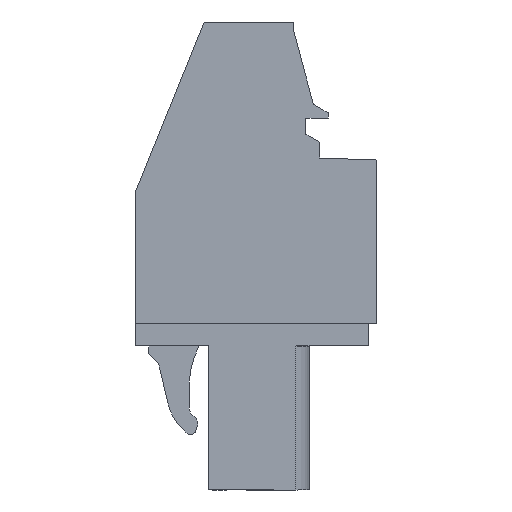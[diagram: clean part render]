
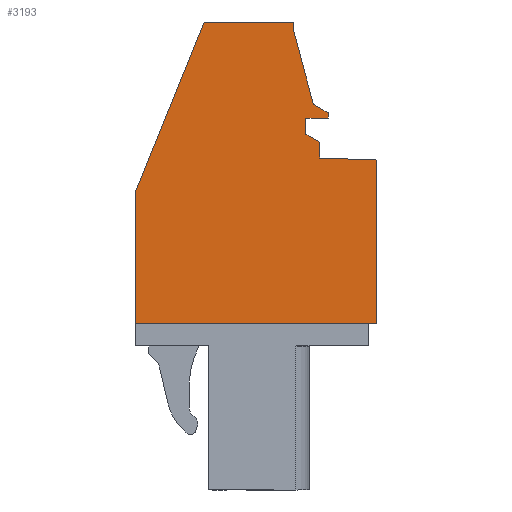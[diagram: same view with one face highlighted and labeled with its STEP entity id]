
A CAD part, left-side view. The second image highlights one B-rep face of the part: STEP entity #3193.
In plain terms, the highlighted planar face has unit normal (-1, 0, 0).
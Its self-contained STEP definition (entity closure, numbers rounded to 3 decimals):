
#3175=AXIS2_PLACEMENT_3D('Plane Axis2P3D',#3172,#3173,#3174) ;
#396=CARTESIAN_POINT('Vertex',(0.,0.,9.7)) ;
#399=CARTESIAN_POINT('Line Origine',(0.,7.05,9.7)) ;
#403=CARTESIAN_POINT('Vertex',(0.,14.1,9.7)) ;
#445=CARTESIAN_POINT('Vertex',(0.,0.,19.25)) ;
#448=CARTESIAN_POINT('Line Origine',(0.,0.,14.475)) ;
#850=CARTESIAN_POINT('Vertex',(0.,3.337,19.367)) ;
#853=CARTESIAN_POINT('Line Origine',(0.,1.668,19.308)) ;
#881=CARTESIAN_POINT('Vertex',(0.,3.337,20.288)) ;
#884=CARTESIAN_POINT('Line Origine',(0.,3.337,19.827)) ;
#912=CARTESIAN_POINT('Vertex',(0.,4.137,20.75)) ;
#915=CARTESIAN_POINT('Line Origine',(0.,3.737,20.519)) ;
#943=CARTESIAN_POINT('Vertex',(0.,4.137,21.7)) ;
#946=CARTESIAN_POINT('Line Origine',(0.,4.137,21.225)) ;
#974=CARTESIAN_POINT('Vertex',(0.,2.837,21.7)) ;
#977=CARTESIAN_POINT('Line Origine',(0.,3.487,21.7)) ;
#1005=CARTESIAN_POINT('Vertex',(0.,2.837,22.)) ;
#1008=CARTESIAN_POINT('Line Origine',(0.,2.837,21.85)) ;
#1036=CARTESIAN_POINT('Vertex',(0.,3.703,22.5)) ;
#1039=CARTESIAN_POINT('Line Origine',(0.,3.27,22.25)) ;
#1067=CARTESIAN_POINT('Vertex',(0.,4.842,26.75)) ;
#1070=CARTESIAN_POINT('Line Origine',(0.,4.272,24.625)) ;
#1098=CARTESIAN_POINT('Vertex',(0.,4.842,27.3)) ;
#1101=CARTESIAN_POINT('Line Origine',(0.,4.842,27.025)) ;
#1129=CARTESIAN_POINT('Vertex',(0.,10.08,27.3)) ;
#1132=CARTESIAN_POINT('Line Origine',(0.,7.461,27.3)) ;
#1534=CARTESIAN_POINT('Vertex',(0.,14.1,17.35)) ;
#1537=CARTESIAN_POINT('Line Origine',(0.,12.09,22.325)) ;
#1561=CARTESIAN_POINT('Line Origine',(0.,14.1,13.525)) ;
#3172=CARTESIAN_POINT('Axis2P3D Location',(0.,0.,0.)) ;
#400=DIRECTION('Vector Direction',(0.,-1.,0.)) ;
#449=DIRECTION('Vector Direction',(0.,0.,1.)) ;
#854=DIRECTION('Vector Direction',(0.,0.999,0.035)) ;
#885=DIRECTION('Vector Direction',(0.,0.,1.)) ;
#916=DIRECTION('Vector Direction',(0.,0.866,0.5)) ;
#947=DIRECTION('Vector Direction',(0.,0.,1.)) ;
#978=DIRECTION('Vector Direction',(0.,-1.,0.)) ;
#1009=DIRECTION('Vector Direction',(0.,0.,1.)) ;
#1040=DIRECTION('Vector Direction',(0.,0.866,0.5)) ;
#1071=DIRECTION('Vector Direction',(0.,0.259,0.966)) ;
#1102=DIRECTION('Vector Direction',(0.,0.,1.)) ;
#1133=DIRECTION('Vector Direction',(0.,1.,0.)) ;
#1538=DIRECTION('Vector Direction',(0.,0.375,-0.927)) ;
#1562=DIRECTION('Vector Direction',(0.,0.,-1.)) ;
#3173=DIRECTION('Axis2P3D Direction',(-1.,0.,0.)) ;
#3174=DIRECTION('Axis2P3D XDirection',(0.,0.,1.)) ;
#401=VECTOR('Line Direction',#400,1.) ;
#450=VECTOR('Line Direction',#449,1.) ;
#855=VECTOR('Line Direction',#854,1.) ;
#886=VECTOR('Line Direction',#885,1.) ;
#917=VECTOR('Line Direction',#916,1.) ;
#948=VECTOR('Line Direction',#947,1.) ;
#979=VECTOR('Line Direction',#978,1.) ;
#1010=VECTOR('Line Direction',#1009,1.) ;
#1041=VECTOR('Line Direction',#1040,1.) ;
#1072=VECTOR('Line Direction',#1071,1.) ;
#1103=VECTOR('Line Direction',#1102,1.) ;
#1134=VECTOR('Line Direction',#1133,1.) ;
#1539=VECTOR('Line Direction',#1538,1.) ;
#1563=VECTOR('Line Direction',#1562,1.) ;
#3178=ORIENTED_EDGE('',*,*,#405,.T.) ;
#3179=ORIENTED_EDGE('',*,*,#452,.T.) ;
#3180=ORIENTED_EDGE('',*,*,#857,.T.) ;
#3181=ORIENTED_EDGE('',*,*,#888,.T.) ;
#3182=ORIENTED_EDGE('',*,*,#919,.T.) ;
#3183=ORIENTED_EDGE('',*,*,#950,.T.) ;
#3184=ORIENTED_EDGE('',*,*,#981,.T.) ;
#3185=ORIENTED_EDGE('',*,*,#1012,.T.) ;
#3186=ORIENTED_EDGE('',*,*,#1043,.T.) ;
#3187=ORIENTED_EDGE('',*,*,#1074,.T.) ;
#3188=ORIENTED_EDGE('',*,*,#1105,.T.) ;
#3189=ORIENTED_EDGE('',*,*,#1136,.T.) ;
#3190=ORIENTED_EDGE('',*,*,#1541,.T.) ;
#3191=ORIENTED_EDGE('',*,*,#1565,.T.) ;
#3193=ADVANCED_FACE('PartBody',(#3192),#3176,.T.) ;
#405=EDGE_CURVE('',#404,#397,#402,.T.) ;
#452=EDGE_CURVE('',#397,#446,#451,.T.) ;
#857=EDGE_CURVE('',#446,#851,#856,.T.) ;
#888=EDGE_CURVE('',#851,#882,#887,.T.) ;
#919=EDGE_CURVE('',#882,#913,#918,.T.) ;
#950=EDGE_CURVE('',#913,#944,#949,.T.) ;
#981=EDGE_CURVE('',#944,#975,#980,.T.) ;
#1012=EDGE_CURVE('',#975,#1006,#1011,.T.) ;
#1043=EDGE_CURVE('',#1006,#1037,#1042,.T.) ;
#1074=EDGE_CURVE('',#1037,#1068,#1073,.T.) ;
#1105=EDGE_CURVE('',#1068,#1099,#1104,.T.) ;
#1136=EDGE_CURVE('',#1099,#1130,#1135,.T.) ;
#1541=EDGE_CURVE('',#1130,#1535,#1540,.T.) ;
#1565=EDGE_CURVE('',#1535,#404,#1564,.T.) ;
#3177=EDGE_LOOP('',(#3178,#3179,#3180,#3181,#3182,#3183,#3184,#3185,#3186,#3187,#3188,#3189,#3190,#3191)) ;
#3192=FACE_OUTER_BOUND('',#3177,.T.) ;
#402=LINE('Line',#399,#401) ;
#451=LINE('Line',#448,#450) ;
#856=LINE('Line',#853,#855) ;
#887=LINE('Line',#884,#886) ;
#918=LINE('Line',#915,#917) ;
#949=LINE('Line',#946,#948) ;
#980=LINE('Line',#977,#979) ;
#1011=LINE('Line',#1008,#1010) ;
#1042=LINE('Line',#1039,#1041) ;
#1073=LINE('Line',#1070,#1072) ;
#1104=LINE('Line',#1101,#1103) ;
#1135=LINE('Line',#1132,#1134) ;
#1540=LINE('Line',#1537,#1539) ;
#1564=LINE('Line',#1561,#1563) ;
#3176=PLANE('',#3175) ;
#397=VERTEX_POINT('',#396) ;
#404=VERTEX_POINT('',#403) ;
#446=VERTEX_POINT('',#445) ;
#851=VERTEX_POINT('',#850) ;
#882=VERTEX_POINT('',#881) ;
#913=VERTEX_POINT('',#912) ;
#944=VERTEX_POINT('',#943) ;
#975=VERTEX_POINT('',#974) ;
#1006=VERTEX_POINT('',#1005) ;
#1037=VERTEX_POINT('',#1036) ;
#1068=VERTEX_POINT('',#1067) ;
#1099=VERTEX_POINT('',#1098) ;
#1130=VERTEX_POINT('',#1129) ;
#1535=VERTEX_POINT('',#1534) ;
